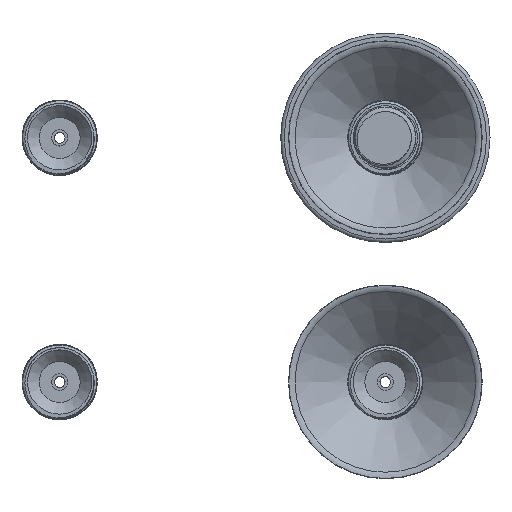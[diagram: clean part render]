
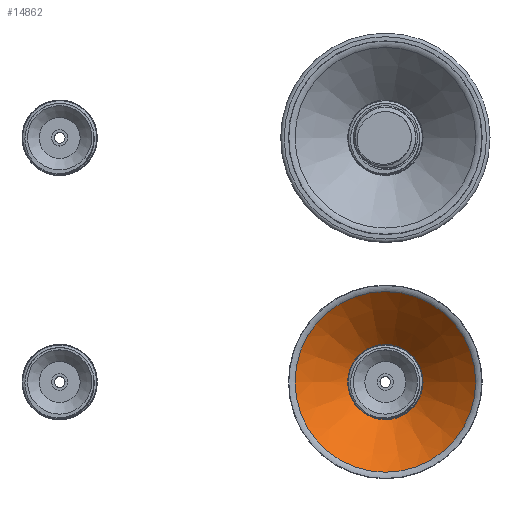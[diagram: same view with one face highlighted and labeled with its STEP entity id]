
A CAD part, top view. The second image highlights one B-rep face of the part: STEP entity #14862.
In plain terms, the highlighted conical face has half-angle 45 degrees and reference radius 28.1 mm.
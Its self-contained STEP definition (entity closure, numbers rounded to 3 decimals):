
#727=CONICAL_SURFACE('',#15990,28.1,0.785);
#1104=FACE_OUTER_BOUND('',#2036,.T.);
#2036=EDGE_LOOP('',(#11085,#11086,#11087,#11088));
#2970=CIRCLE('',#15986,38.832);
#2974=CIRCLE('',#15991,16.2);
#4307=LINE('',#25168,#5365);
#5365=VECTOR('',#18245,28.1);
#6502=VERTEX_POINT('',#25159);
#6505=VERTEX_POINT('',#25167);
#8168=EDGE_CURVE('',#6502,#6502,#2970,.T.);
#8172=EDGE_CURVE('',#6502,#6505,#4307,.T.);
#8173=EDGE_CURVE('',#6505,#6505,#2974,.T.);
#11085=ORIENTED_EDGE('',*,*,#8168,.F.);
#11086=ORIENTED_EDGE('',*,*,#8172,.T.);
#11087=ORIENTED_EDGE('',*,*,#8173,.F.);
#11088=ORIENTED_EDGE('',*,*,#8172,.F.);
#14862=ADVANCED_FACE('',(#1104),#727,.F.);
#15986=AXIS2_PLACEMENT_3D('',#25160,#18235,#18236);
#15990=AXIS2_PLACEMENT_3D('',#25166,#18243,#18244);
#15991=AXIS2_PLACEMENT_3D('',#25169,#18246,#18247);
#18235=DIRECTION('center_axis',(0.,0.,
-1.));
#18236=DIRECTION('ref_axis',(1.,0.,0.));
#18243=DIRECTION('center_axis',(0.,0.,1.));
#18244=DIRECTION('ref_axis',(1.,0.,0.));
#18245=DIRECTION('',(0.707,0.,-0.707));
#18246=DIRECTION('center_axis',(0.,0.,1.));
#18247=DIRECTION('ref_axis',(-1.,0.,0.));
#25159=CARTESIAN_POINT('',(-38.832,-105.,46.432));
#25160=CARTESIAN_POINT('Origin',(0.,-105.,46.432));
#25166=CARTESIAN_POINT('Origin',(0.,-105.,35.7));
#25167=CARTESIAN_POINT('',(-16.2,-105.,23.8));
#25168=CARTESIAN_POINT('',(-28.1,-105.,35.7));
#25169=CARTESIAN_POINT('Origin',(0.,-105.,23.8));
